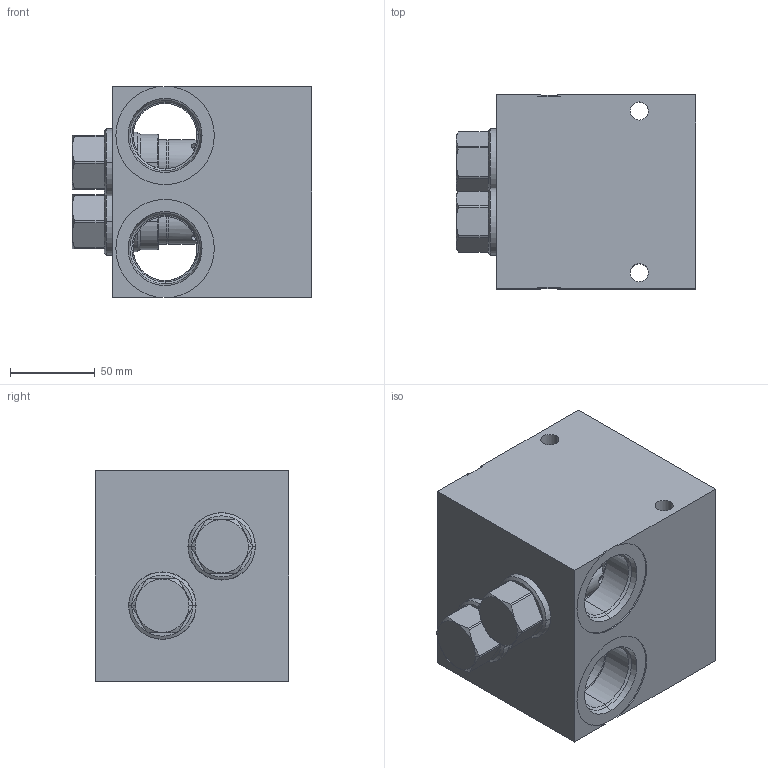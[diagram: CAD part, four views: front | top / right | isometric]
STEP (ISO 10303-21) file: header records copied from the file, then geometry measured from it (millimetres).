
FILE_DESCRIPTION((''),'2;1');
FILE_NAME('IMN_ASM','2024-01-30T',('ProEService'),(''),'PRO/ENGINEER BY PARAMETRIC TECHNOLOGY CORPORATION, 2014200','PRO/ENGINEER BY PARAMETRIC TECHNOLOGY CORPORATION, 2014200','');
FILE_SCHEMA(('CONFIG_CONTROL_DESIGN'));
Length unit declared in the file: inch
Products named in the file (3): 151-172-006; CXHAXAN; IMN_ASM
Assembly tree (3 placements, depth 2):
  IMN_ASM
    151-172-006
    CXHAXAN  x2
Bounding box: 141.3 x 114.3 x 123.83 mm (x, y, z)
Volume: 1168480 mm3; surface area: 178717.2 mm2
Topology: 7 solids, 7 shells, 456 faces, 1343 edges, 1028 vertices
Faces by surface type: cylinder 206, cone 119, plane 77, torus 38, revolution 16
Entity records: 13127 total; most frequent: CARTESIAN_POINT 4411, DIRECTION 1852, ORIENTED_EDGE 1500, EDGE_CURVE 750, AXIS2_PLACEMENT_3D 662, VECTOR 520, LINE 520, VERTEX_POINT 456
